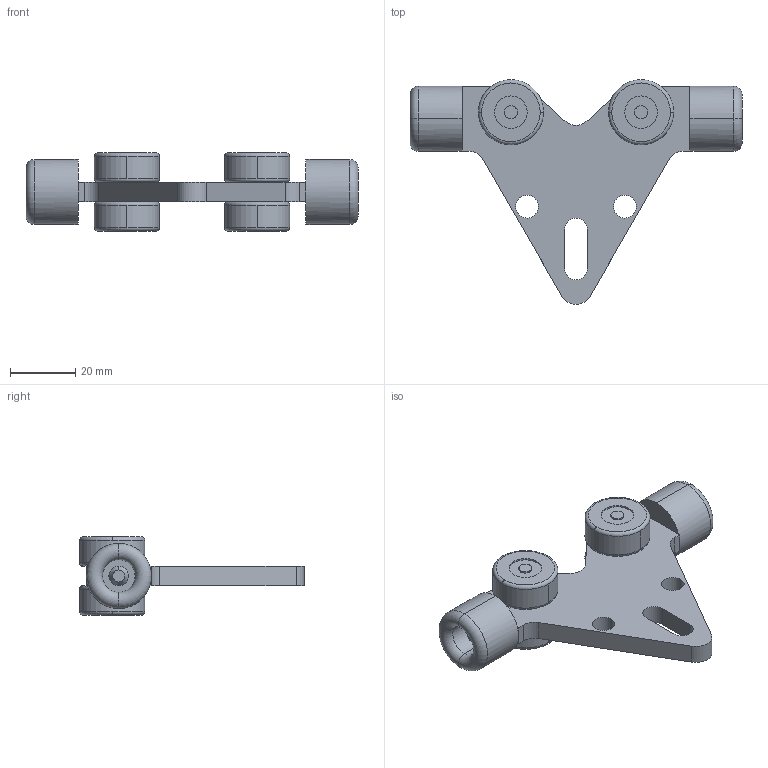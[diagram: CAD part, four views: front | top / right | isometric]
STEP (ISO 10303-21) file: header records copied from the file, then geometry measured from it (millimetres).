
FILE_DESCRIPTION(('STEP AP214'),'1');
FILE_NAME('cctmp_3C8AF580-D01E-4CA0-A7EF-85E630F23859_2020_9_3_9_3_17_470..stp','2020-09-03T07:03:17',('Bosch Rexroth AG'),('CADClick - www.CADClick.com'),'Spatial InterOp 3D',' ','unknown authorization - (Healing Option Enabled)');
FILE_SCHEMA(('AUTOMOTIVE_DESIGN'));
Length unit declared in the file: millimetre
Products named in the file (1): 2020_09_03__09-03-17-465
Bounding box: 102 x 69 x 24 mm (x, y, z)
Volume: 34884.4 mm3; surface area: 13031.6 mm2
Topology: 1 solids, 3 shells, 122 faces, 290 edges, 184 vertices
Faces by surface type: cylinder 50, plane 48, torus 20, cone 4
Entity records: 4598 total; most frequent: DIRECTION 716, CARTESIAN_POINT 597, ORIENTED_EDGE 580, AXIS2_PLACEMENT_3D 303, EDGE_CURVE 290, VERTEX_POINT 184, CIRCLE 180, EDGE_LOOP 138
